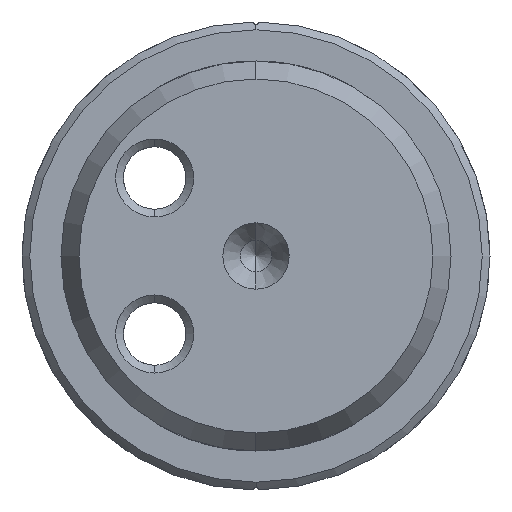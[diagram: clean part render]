
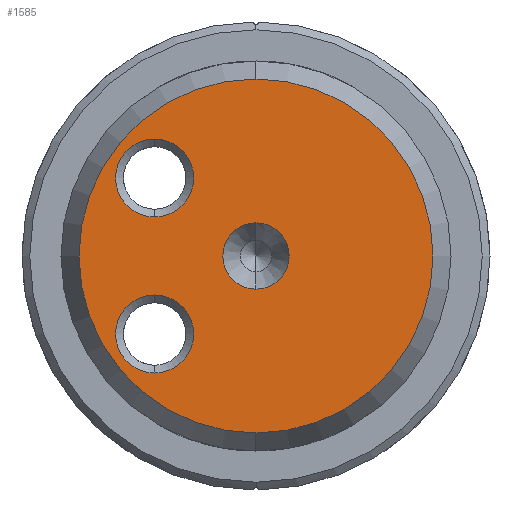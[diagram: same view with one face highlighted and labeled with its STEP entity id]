
A CAD part, left-side view. The second image highlights one B-rep face of the part: STEP entity #1585.
In plain terms, the highlighted planar face has unit normal (-1, 0, 0).
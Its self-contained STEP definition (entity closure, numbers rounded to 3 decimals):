
#49 = DIRECTION ( 'NONE',  ( 0., 0., -1. ) ) ;
#72 = EDGE_CURVE ( 'NONE', #3003, #2651, #367, .T. ) ;
#89 = EDGE_CURVE ( 'NONE', #796, #747, #3712, .T. ) ;
#255 = CIRCLE ( 'NONE', #1913, 2.5 ) ;
#350 = DIRECTION ( 'NONE',  ( 0., 0., -1. ) ) ;
#351 = DIRECTION ( 'NONE',  ( 0., 0., -1. ) ) ;
#367 = CIRCLE ( 'NONE', #2049, 2.5 ) ;
#399 = ORIENTED_EDGE ( 'NONE', *, *, #3697, .T. ) ;
#407 = CARTESIAN_POINT ( 'NONE',  ( -155., 6.5, 2.5 ) ) ;
#410 = ORIENTED_EDGE ( 'NONE', *, *, #2138, .T. ) ;
#419 = AXIS2_PLACEMENT_3D ( 'NONE', #1817, #2999, #350 ) ;
#449 = DIRECTION ( 'NONE',  ( 1., 0., 0. ) ) ;
#471 = CARTESIAN_POINT ( 'NONE',  ( -155., 0., 0. ) ) ;
#617 = ORIENTED_EDGE ( 'NONE', *, *, #72, .T. ) ;
#641 = PLANE ( 'NONE',  #419 ) ;
#737 = AXIS2_PLACEMENT_3D ( 'NONE', #471, #1647, #2840 ) ;
#747 = VERTEX_POINT ( 'NONE', #2360 ) ;
#796 = VERTEX_POINT ( 'NONE', #2098 ) ;
#836 = EDGE_CURVE ( 'NONE', #1876, #3054, #255, .T. ) ;
#842 = CARTESIAN_POINT ( 'NONE',  ( -155., 6.5, -5. ) ) ;
#844 = CARTESIAN_POINT ( 'NONE',  ( -155., 6.5, -5. ) ) ;
#927 = FACE_BOUND ( 'NONE', #3603, .T. ) ;
#965 = CARTESIAN_POINT ( 'NONE',  ( -155., 6.5, -2.5 ) ) ;
#1018 = CIRCLE ( 'NONE', #3200, 2.5 ) ;
#1100 = CIRCLE ( 'NONE', #3273, 2.125 ) ;
#1145 = CARTESIAN_POINT ( 'NONE',  ( -155., 0., 0. ) ) ;
#1291 = CARTESIAN_POINT ( 'NONE',  ( -155., 6.5, -7.5 ) ) ;
#1295 = EDGE_LOOP ( 'NONE', ( #1822, #410 ) ) ;
#1432 = CARTESIAN_POINT ( 'NONE',  ( -155., 6.5, 7.5 ) ) ;
#1461 = CIRCLE ( 'NONE', #3625, 2.5 ) ;
#1485 = AXIS2_PLACEMENT_3D ( 'NONE', #1145, #2334, #3523 ) ;
#1518 = CARTESIAN_POINT ( 'NONE',  ( -155., 0., 0. ) ) ;
#1558 = EDGE_LOOP ( 'NONE', ( #2032, #2541 ) ) ;
#1585 = ADVANCED_FACE ( 'NONE', ( #3552, #927, #2117, #3298 ), #641, .F. ) ;
#1624 = DIRECTION ( 'NONE',  ( 0., 0., -1. ) ) ;
#1647 = DIRECTION ( 'NONE',  ( -1., 0., 0. ) ) ;
#1733 = CARTESIAN_POINT ( 'NONE',  ( -155., 0., -11.345 ) ) ;
#1805 = CARTESIAN_POINT ( 'NONE',  ( -155., 0., 11.345 ) ) ;
#1817 = CARTESIAN_POINT ( 'NONE',  ( -155., 12.5, 0. ) ) ;
#1818 = CARTESIAN_POINT ( 'NONE',  ( -155., 6.5, 5. ) ) ;
#1822 = ORIENTED_EDGE ( 'NONE', *, *, #2505, .T. ) ;
#1876 = VERTEX_POINT ( 'NONE', #1432 ) ;
#1913 = AXIS2_PLACEMENT_3D ( 'NONE', #1818, #3001, #351 ) ;
#1975 = CIRCLE ( 'NONE', #2472, 11.345 ) ;
#1984 = DIRECTION ( 'NONE',  ( 1., 0., 0. ) ) ;
#2024 = DIRECTION ( 'NONE',  ( 1., 0., 0. ) ) ;
#2026 = DIRECTION ( 'NONE',  ( 1., 0., 0. ) ) ;
#2032 = ORIENTED_EDGE ( 'NONE', *, *, #89, .T. ) ;
#2049 = AXIS2_PLACEMENT_3D ( 'NONE', #842, #2024, #3206 ) ;
#2098 = CARTESIAN_POINT ( 'NONE',  ( -155., 0., 2.125 ) ) ;
#2117 = FACE_OUTER_BOUND ( 'NONE', #1295, .T. ) ;
#2138 = EDGE_CURVE ( 'NONE', #2922, #2816, #2906, .T. ) ;
#2334 = DIRECTION ( 'NONE',  ( 1., 0., 0. ) ) ;
#2360 = CARTESIAN_POINT ( 'NONE',  ( -155., 0., -2.125 ) ) ;
#2472 = AXIS2_PLACEMENT_3D ( 'NONE', #1518, #2704, #49 ) ;
#2505 = EDGE_CURVE ( 'NONE', #2816, #2922, #1975, .T. ) ;
#2541 = ORIENTED_EDGE ( 'NONE', *, *, #2744, .T. ) ;
#2651 = VERTEX_POINT ( 'NONE', #1291 ) ;
#2684 = EDGE_LOOP ( 'NONE', ( #3759, #399 ) ) ;
#2704 = DIRECTION ( 'NONE',  ( -1., 0., 0. ) ) ;
#2744 = EDGE_CURVE ( 'NONE', #747, #796, #1100, .T. ) ;
#2816 = VERTEX_POINT ( 'NONE', #1733 ) ;
#2840 = DIRECTION ( 'NONE',  ( 0., 0., -1. ) ) ;
#2906 = CIRCLE ( 'NONE', #737, 11.345 ) ;
#2922 = VERTEX_POINT ( 'NONE', #1805 ) ;
#2999 = DIRECTION ( 'NONE',  ( 1., 0., 0. ) ) ;
#3001 = DIRECTION ( 'NONE',  ( 1., 0., 0. ) ) ;
#3003 = VERTEX_POINT ( 'NONE', #965 ) ;
#3054 = VERTEX_POINT ( 'NONE', #407 ) ;
#3105 = CARTESIAN_POINT ( 'NONE',  ( -155., 6.5, 5. ) ) ;
#3172 = DIRECTION ( 'NONE',  ( 0., 0., -1. ) ) ;
#3200 = AXIS2_PLACEMENT_3D ( 'NONE', #3105, #449, #1624 ) ;
#3206 = DIRECTION ( 'NONE',  ( 0., 0., -1. ) ) ;
#3207 = DIRECTION ( 'NONE',  ( 0., 0., -1. ) ) ;
#3253 = EDGE_CURVE ( 'NONE', #2651, #3003, #1461, .T. ) ;
#3273 = AXIS2_PLACEMENT_3D ( 'NONE', #3753, #1984, #3172 ) ;
#3298 = FACE_BOUND ( 'NONE', #1558, .T. ) ;
#3523 = DIRECTION ( 'NONE',  ( 0., 0., -1. ) ) ;
#3552 = FACE_BOUND ( 'NONE', #2684, .T. ) ;
#3603 = EDGE_LOOP ( 'NONE', ( #617, #3737 ) ) ;
#3625 = AXIS2_PLACEMENT_3D ( 'NONE', #844, #2026, #3207 ) ;
#3697 = EDGE_CURVE ( 'NONE', #3054, #1876, #1018, .T. ) ;
#3712 = CIRCLE ( 'NONE', #1485, 2.125 ) ;
#3737 = ORIENTED_EDGE ( 'NONE', *, *, #3253, .T. ) ;
#3753 = CARTESIAN_POINT ( 'NONE',  ( -155., 0., 0. ) ) ;
#3759 = ORIENTED_EDGE ( 'NONE', *, *, #836, .T. ) ;
